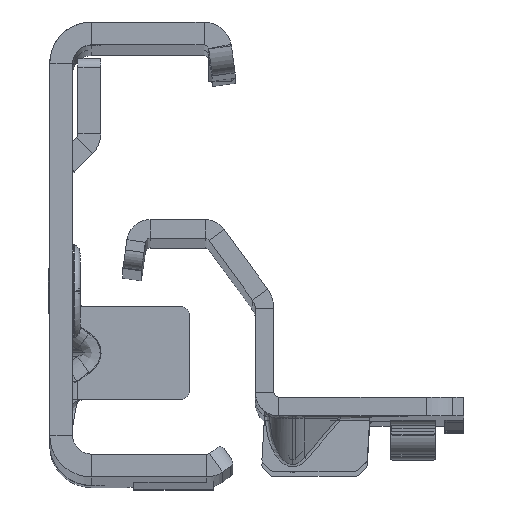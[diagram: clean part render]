
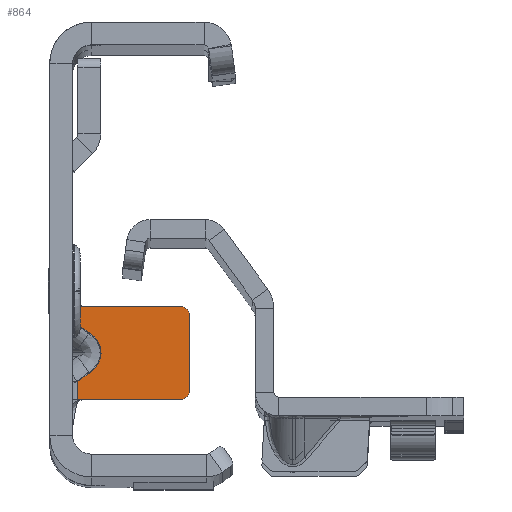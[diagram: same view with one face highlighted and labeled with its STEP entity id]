
A CAD part, top view. The second image highlights one B-rep face of the part: STEP entity #864.
In plain terms, the highlighted planar face has unit normal (0, 0, 1).
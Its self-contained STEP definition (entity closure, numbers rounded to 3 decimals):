
#47 = ORIENTED_EDGE ( 'NONE', *, *, #13141, .T. ) ;
#135 = CARTESIAN_POINT ( 'NONE',  ( 0.64, -4.55, -641.5 ) ) ;
#329 = LINE ( 'NONE', #13734, #29218 ) ;
#810 = ORIENTED_EDGE ( 'NONE', *, *, #2743, .F. ) ;
#864 = ADVANCED_FACE ( 'NONE', ( #30170 ), #18686, .F. ) ;
#892 = CARTESIAN_POINT ( 'NONE',  ( 11.5, -5.55, -641.5 ) ) ;
#976 =( BOUNDED_CURVE ( )  B_SPLINE_CURVE ( 3, ( #10987, #21776, #32544, #29545 ),
 .UNSPECIFIED., .F., .T. ) 
 B_SPLINE_CURVE_WITH_KNOTS ( ( 4, 4 ),
 ( 2.356, 3.927 ),
 .UNSPECIFIED. ) 
 CURVE ( )  GEOMETRIC_REPRESENTATION_ITEM ( )  RATIONAL_B_SPLINE_CURVE ( ( 1., 0.805, 0.805, 1. ) ) 
 REPRESENTATION_ITEM ( '' )  );
#1133 = DIRECTION ( 'NONE',  ( 0.816, 0.577, 0. ) ) ;
#1580 = ORIENTED_EDGE ( 'NONE', *, *, #2185, .F. ) ;
#1705 = VERTEX_POINT ( 'NONE', #19853 ) ;
#1952 = CARTESIAN_POINT ( 'NONE',  ( 12.5, -13.55, -641.5 ) ) ;
#2016 = ORIENTED_EDGE ( 'NONE', *, *, #18531, .F. ) ;
#2058 = DIRECTION ( 'NONE',  ( 0., 0., 1. ) ) ;
#2185 = EDGE_CURVE ( 'NONE', #9997, #28829, #25497, .T. ) ;
#2386 = CARTESIAN_POINT ( 'NONE',  ( 12.5, 22.3, -641.5 ) ) ;
#2594 = CARTESIAN_POINT ( 'NONE',  ( 0.64, -14.55, -641.5 ) ) ;
#2743 = EDGE_CURVE ( 'NONE', #20220, #9997, #8938, .T. ) ;
#2787 = EDGE_CURVE ( 'NONE', #18214, #23181, #28182, .T. ) ;
#3132 = CARTESIAN_POINT ( 'NONE',  ( 1.778, -11.707, -641.5 ) ) ;
#3541 = CARTESIAN_POINT ( 'NONE',  ( 1.778, -7.393, -641.5 ) ) ;
#3955 = DIRECTION ( 'NONE',  ( -1., 0., 0. ) ) ;
#4537 = EDGE_CURVE ( 'NONE', #30717, #15588, #6440, .T. ) ;
#5764 = CARTESIAN_POINT ( 'NONE',  ( 0.5, -14.55, -641.5 ) ) ;
#6308 = DIRECTION ( 'NONE',  ( 0., 0., 1. ) ) ;
#6415 = VERTEX_POINT ( 'NONE', #16148 ) ;
#6440 = CIRCLE ( 'NONE', #32366, 1. ) ;
#7067 = ORIENTED_EDGE ( 'NONE', *, *, #9896, .T. ) ;
#7626 = CARTESIAN_POINT ( 'NONE',  ( 0.5, -6.49, -641.5 ) ) ;
#7680 = LINE ( 'NONE', #2386, #15200 ) ;
#8548 = LINE ( 'NONE', #21614, #23560 ) ;
#8626 = DIRECTION ( 'NONE',  ( 1., 0., 0. ) ) ;
#8938 = LINE ( 'NONE', #14591, #33962 ) ;
#9392 = CARTESIAN_POINT ( 'NONE',  ( 0.71, -14.55, -641.5 ) ) ;
#9896 = EDGE_CURVE ( 'NONE', #20220, #25164, #21134, .T. ) ;
#9997 = VERTEX_POINT ( 'NONE', #33474 ) ;
#10144 = VECTOR ( 'NONE', #1133, 1000. ) ;
#10874 = CARTESIAN_POINT ( 'NONE',  ( 0.71, -4.55, -641.5 ) ) ;
#10912 = DIRECTION ( 'NONE',  ( 0., 1., 0. ) ) ;
#10987 = CARTESIAN_POINT ( 'NONE',  ( 1.778, -11.707, -641.5 ) ) ;
#11463 = B_SPLINE_CURVE_WITH_KNOTS ( 'NONE', 3,
 ( #32433, #24307, #135, #10874 ),
 .UNSPECIFIED., .F., .F.,
 ( 4, 4 ),
 ( 0., 0. ),
 .UNSPECIFIED. ) ;
#12450 = CARTESIAN_POINT ( 'NONE',  ( 12.5, -5.55, -641.5 ) ) ;
#12731 = EDGE_CURVE ( 'NONE', #23181, #1705, #8548, .T. ) ;
#12768 = EDGE_CURVE ( 'NONE', #28829, #18214, #976, .T. ) ;
#13083 = VECTOR ( 'NONE', #32771, 1000. ) ;
#13141 = EDGE_CURVE ( 'NONE', #25164, #30717, #329, .T. ) ;
#13734 = CARTESIAN_POINT ( 'NONE',  ( -7.344, -14.55, -641.5 ) ) ;
#13742 = VERTEX_POINT ( 'NONE', #12450 ) ;
#14052 = DIRECTION ( 'NONE',  ( 0., 1., 0. ) ) ;
#14389 = ORIENTED_EDGE ( 'NONE', *, *, #27669, .T. ) ;
#14591 = CARTESIAN_POINT ( 'NONE',  ( 0.5, 22.3, -641.5 ) ) ;
#14611 = EDGE_CURVE ( 'NONE', #30807, #6415, #33596, .T. ) ;
#15200 = VECTOR ( 'NONE', #20915, 1000. ) ;
#15223 = CARTESIAN_POINT ( 'NONE',  ( 2.628, -11.106, -641.5 ) ) ;
#15588 = VERTEX_POINT ( 'NONE', #1952 ) ;
#16148 = CARTESIAN_POINT ( 'NONE',  ( 0.71, -4.55, -641.5 ) ) ;
#16319 = CARTESIAN_POINT ( 'NONE',  ( 0.57, -14.55, -641.5 ) ) ;
#16913 = AXIS2_PLACEMENT_3D ( 'NONE', #19206, #27180, #10912 ) ;
#17063 = CARTESIAN_POINT ( 'NONE',  ( 1.35, -7.091, -641.5 ) ) ;
#18214 = VERTEX_POINT ( 'NONE', #3541 ) ;
#18531 = EDGE_CURVE ( 'NONE', #1705, #6415, #11463, .T. ) ;
#18686 = PLANE ( 'NONE',  #16913 ) ;
#19206 = CARTESIAN_POINT ( 'NONE',  ( -7.344, 22.3, -641.5 ) ) ;
#19853 = CARTESIAN_POINT ( 'NONE',  ( 0.5, -4.55, -641.5 ) ) ;
#20220 = VERTEX_POINT ( 'NONE', #22797 ) ;
#20915 = DIRECTION ( 'NONE',  ( 0., 1., 0. ) ) ;
#21075 = AXIS2_PLACEMENT_3D ( 'NONE', #892, #2058, #31196 ) ;
#21134 = B_SPLINE_CURVE_WITH_KNOTS ( 'NONE', 3,
 ( #5764, #16319, #2594, #24472 ),
 .UNSPECIFIED., .F., .F.,
 ( 4, 4 ),
 ( 0., 0. ),
 .UNSPECIFIED. ) ;
#21614 = CARTESIAN_POINT ( 'NONE',  ( 0.5, 22.3, -641.5 ) ) ;
#21776 = CARTESIAN_POINT ( 'NONE',  ( 3.565, -10.443, -641.5 ) ) ;
#22187 = ORIENTED_EDGE ( 'NONE', *, *, #14611, .T. ) ;
#22645 = ORIENTED_EDGE ( 'NONE', *, *, #2787, .F. ) ;
#22710 = VECTOR ( 'NONE', #3955, 1000. ) ;
#22797 = CARTESIAN_POINT ( 'NONE',  ( 0.5, -14.55, -641.5 ) ) ;
#23181 = VERTEX_POINT ( 'NONE', #7626 ) ;
#23244 = EDGE_LOOP ( 'NONE', ( #22645, #30909, #1580, #810, #7067, #47, #30089, #33370, #14389, #22187, #2016, #30748 ) ) ;
#23560 = VECTOR ( 'NONE', #30082, 1000. ) ;
#24307 = CARTESIAN_POINT ( 'NONE',  ( 0.57, -4.55, -641.5 ) ) ;
#24472 = CARTESIAN_POINT ( 'NONE',  ( 0.71, -14.55, -641.5 ) ) ;
#25053 = CARTESIAN_POINT ( 'NONE',  ( 11.5, -14.55, -641.5 ) ) ;
#25164 = VERTEX_POINT ( 'NONE', #9392 ) ;
#25367 = CARTESIAN_POINT ( 'NONE',  ( 11.5, -13.55, -641.5 ) ) ;
#25497 = LINE ( 'NONE', #15223, #10144 ) ;
#27180 = DIRECTION ( 'NONE',  ( 0., 0., -1. ) ) ;
#27669 = EDGE_CURVE ( 'NONE', #13742, #30807, #34606, .T. ) ;
#28120 = CARTESIAN_POINT ( 'NONE',  ( -7.344, -4.55, -641.5 ) ) ;
#28182 = LINE ( 'NONE', #17063, #13083 ) ;
#28829 = VERTEX_POINT ( 'NONE', #3132 ) ;
#29099 = EDGE_CURVE ( 'NONE', #15588, #13742, #7680, .T. ) ;
#29218 = VECTOR ( 'NONE', #8626, 1000. ) ;
#29545 = CARTESIAN_POINT ( 'NONE',  ( 1.778, -7.393, -641.5 ) ) ;
#30082 = DIRECTION ( 'NONE',  ( 0., 1., 0. ) ) ;
#30089 = ORIENTED_EDGE ( 'NONE', *, *, #4537, .T. ) ;
#30170 = FACE_OUTER_BOUND ( 'NONE', #23244, .T. ) ;
#30477 = DIRECTION ( 'NONE',  ( 0., 1., 0. ) ) ;
#30717 = VERTEX_POINT ( 'NONE', #25053 ) ;
#30748 = ORIENTED_EDGE ( 'NONE', *, *, #12731, .F. ) ;
#30807 = VERTEX_POINT ( 'NONE', #33143 ) ;
#30909 = ORIENTED_EDGE ( 'NONE', *, *, #12768, .F. ) ;
#31196 = DIRECTION ( 'NONE',  ( 0., 1., 0. ) ) ;
#32366 = AXIS2_PLACEMENT_3D ( 'NONE', #25367, #6308, #30477 ) ;
#32433 = CARTESIAN_POINT ( 'NONE',  ( 0.5, -4.55, -641.5 ) ) ;
#32544 = CARTESIAN_POINT ( 'NONE',  ( 3.565, -8.657, -641.5 ) ) ;
#32771 = DIRECTION ( 'NONE',  ( -0.816, 0.577, 0. ) ) ;
#33143 = CARTESIAN_POINT ( 'NONE',  ( 11.5, -4.55, -641.5 ) ) ;
#33370 = ORIENTED_EDGE ( 'NONE', *, *, #29099, .T. ) ;
#33474 = CARTESIAN_POINT ( 'NONE',  ( 0.5, -12.61, -641.5 ) ) ;
#33596 = LINE ( 'NONE', #28120, #22710 ) ;
#33962 = VECTOR ( 'NONE', #14052, 1000. ) ;
#34606 = CIRCLE ( 'NONE', #21075, 1. ) ;
